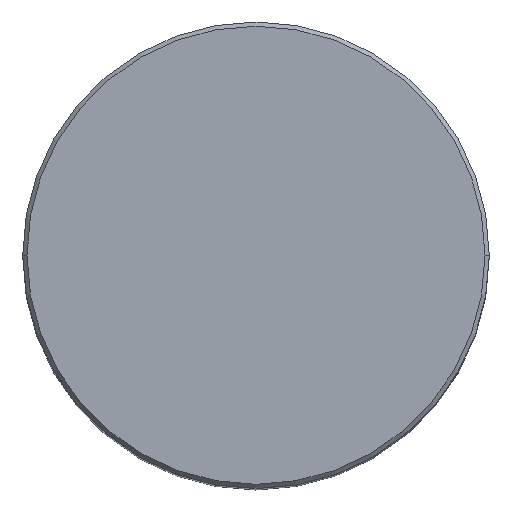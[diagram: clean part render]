
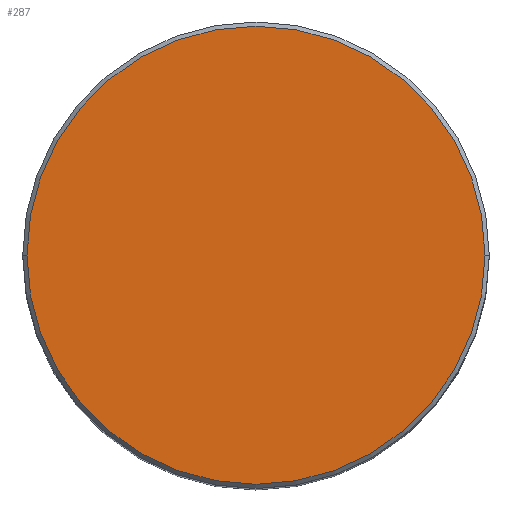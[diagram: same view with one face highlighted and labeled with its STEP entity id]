
A CAD part, top view. The second image highlights one B-rep face of the part: STEP entity #287.
In plain terms, the highlighted planar face has unit normal (0, 0, 1).
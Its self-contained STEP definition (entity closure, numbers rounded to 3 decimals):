
#5 = AXIS2_PLACEMENT_3D ( 'NONE', #206, #517, #252 ) ;
#16 = CIRCLE ( 'NONE', #5, 27. ) ;
#48 = CARTESIAN_POINT ( 'NONE',  ( -27., 0., 0. ) ) ;
#115 = VERTEX_POINT ( 'NONE', #319 ) ;
#128 = FACE_OUTER_BOUND ( 'NONE', #508, .T. ) ;
#149 = AXIS2_PLACEMENT_3D ( 'NONE', #563, #211, #209 ) ;
#156 = DIRECTION ( 'NONE',  ( 0., 0., 1. ) ) ;
#163 = VERTEX_POINT ( 'NONE', #48 ) ;
#170 = CARTESIAN_POINT ( 'NONE',  ( 0., 0., 0. ) ) ;
#194 = ORIENTED_EDGE ( 'NONE', *, *, #462, .T. ) ;
#206 = CARTESIAN_POINT ( 'NONE',  ( 0., 0., 0. ) ) ;
#209 = DIRECTION ( 'NONE',  ( 1., 0., 0. ) ) ;
#211 = DIRECTION ( 'NONE',  ( 0., 0., 1. ) ) ;
#252 = DIRECTION ( 'NONE',  ( 1., 0., 0. ) ) ;
#278 = EDGE_CURVE ( 'NONE', #115, #163, #16, .T. ) ;
#287 = ADVANCED_FACE ( 'NONE', ( #128 ), #302, .T. ) ;
#295 = DIRECTION ( 'NONE',  ( 1., 0., 0. ) ) ;
#302 = PLANE ( 'NONE',  #149 ) ;
#319 = CARTESIAN_POINT ( 'NONE',  ( 27., 0., 0. ) ) ;
#362 = ORIENTED_EDGE ( 'NONE', *, *, #278, .T. ) ;
#400 = CIRCLE ( 'NONE', #566, 27. ) ;
#462 = EDGE_CURVE ( 'NONE', #163, #115, #400, .T. ) ;
#508 = EDGE_LOOP ( 'NONE', ( #194, #362 ) ) ;
#517 = DIRECTION ( 'NONE',  ( 0., 0., 1. ) ) ;
#563 = CARTESIAN_POINT ( 'NONE',  ( 0., 0., 0. ) ) ;
#566 = AXIS2_PLACEMENT_3D ( 'NONE', #170, #156, #295 ) ;
